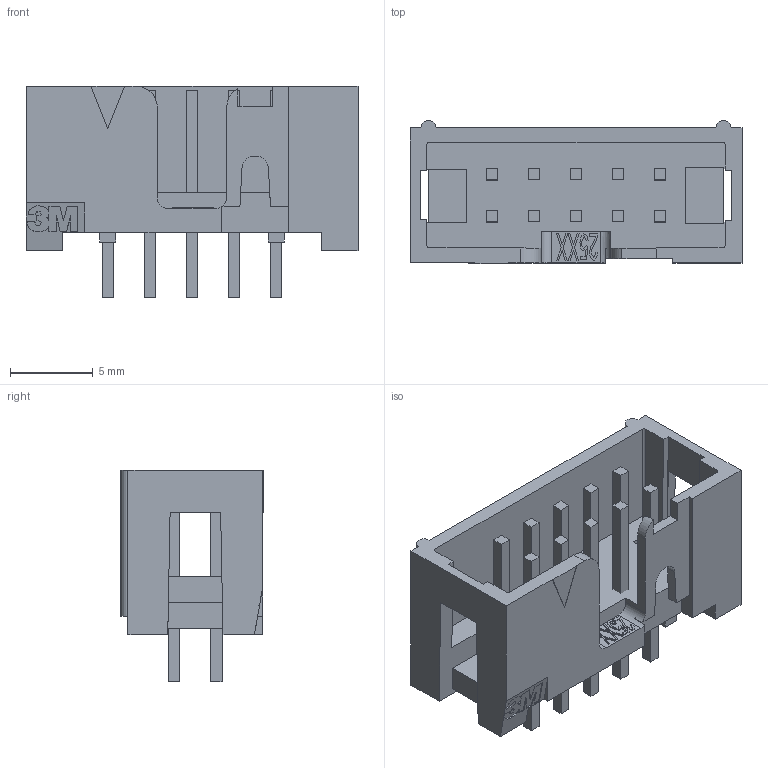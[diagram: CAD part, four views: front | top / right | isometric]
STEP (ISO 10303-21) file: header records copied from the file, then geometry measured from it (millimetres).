
FILE_DESCRIPTION(/* description */ ('Alibre Inc.'),/* implementation_level */ '2;1');
FILE_NAME(/* name */ 'export0',/* time_stamp */ '2014-09-21T14:17:29-07:00',/* author */ (''),/* organization */ (''),/* preprocessor_version */ 'ST-DEVELOPER v14',/* originating_system */ 'Alibre',/* authorisation */ '');
FILE_SCHEMA (('AUTOMOTIVE_DESIGN'));
Length unit declared in the file: inch
Products named in the file (3): 78-5110-0018-0
Bounding box: 20.02 x 8.64 x 12.75 mm (x, y, z)
Volume: 665.5 mm3; surface area: 1509.4 mm2
Topology: 11 solids, 11 shells, 250 faces, 666 edges, 442 vertices
Faces by surface type: plane 219, bspline 17, cylinder 14
Entity records: 8136 total; most frequent: CARTESIAN_POINT 2234, ORIENTED_EDGE 1332, DIRECTION 856, EDGE_CURVE 666, VECTOR 541, LINE 541, VERTEX_POINT 442, EDGE_LOOP 268
